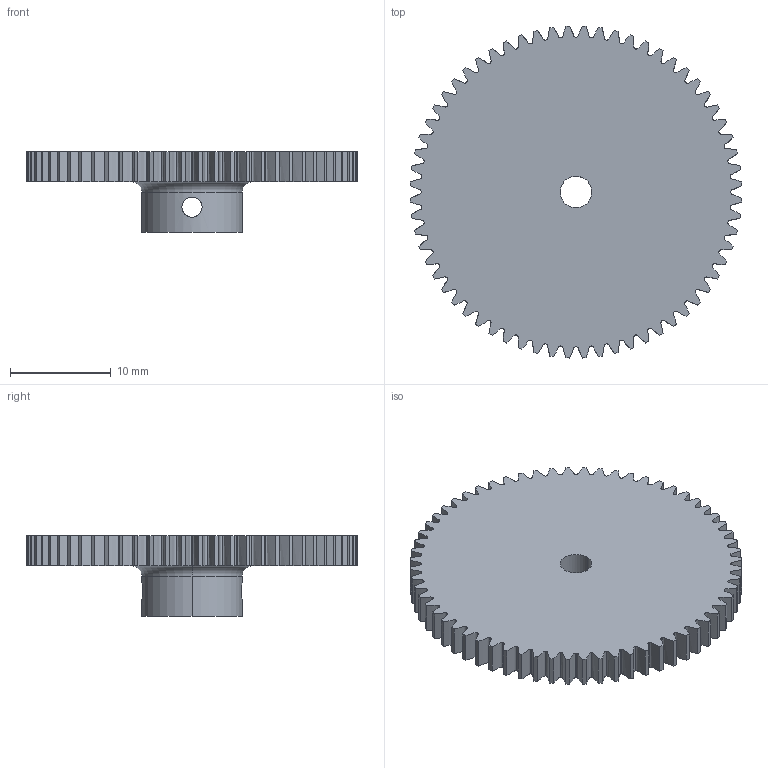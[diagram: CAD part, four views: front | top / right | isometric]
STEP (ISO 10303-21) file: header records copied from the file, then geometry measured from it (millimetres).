
FILE_DESCRIPTION (( 'STEP AP214' ), '1' );
FILE_NAME ('嗣喘唳晤鎢ん喘謫.STEP', '2024-12-18T05:57:08', ( '' ), ( '' ), 'SwSTEP 2.0', 'SolidWorks 2023', '' );
FILE_SCHEMA (( 'AUTOMOTIVE_DESIGN' ));
Length unit declared in the file: millimetre
Products named in the file (1): 多齿版编码器齿轮
Bounding box: 32.98 x 32.98 x 8 mm (x, y, z)
Volume: 2723 mm3; surface area: 2425.7 mm2
Topology: 1 solids, 1 shells, 270 faces, 799 edges, 532 vertices
Faces by surface type: cylinder 137, bspline 128, plane 3, torus 2
Entity records: 14120 total; most frequent: CARTESIAN_POINT 7502, ORIENTED_EDGE 1598, DIRECTION 1091, EDGE_CURVE 799, VERTEX_POINT 532, AXIS2_PLACEMENT_3D 413, EDGE_LOOP 277, CIRCLE 270
